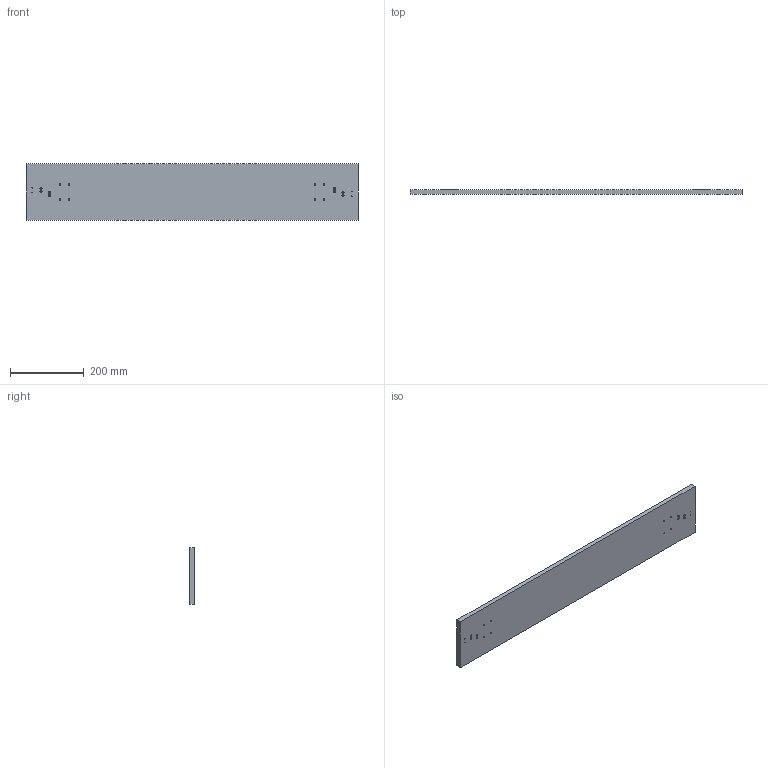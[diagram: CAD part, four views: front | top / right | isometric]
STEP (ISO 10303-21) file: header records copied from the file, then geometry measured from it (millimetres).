
FILE_DESCRIPTION (( 'STEP AP203' ), '1' );
FILE_NAME ('D0902540-v2_aLIGO_SUS_HSTS_BASE PLATE, HSTS LOWER LOOP WIRE JIG.STEP', '2010-10-26T19:23:20', ( ' ' ), ( ' ' ), 'SwSTEP 2.0', 'SolidWorks 2010', '' );
FILE_SCHEMA (( 'CONFIG_CONTROL_DESIGN' ));
Length unit declared in the file: inch
Products named in the file (1): D0902540-v2_aLIGO_SUS_HSTS_BASE PLATE, HSTS LOWER LOOP WIRE JIG
Bounding box: 899.64 x 12.7 x 152.4 mm (x, y, z)
Volume: 1730847.3 mm3; surface area: 303891.8 mm2
Topology: 1 solids, 1 shells, 94 faces, 246 edges, 160 vertices
Faces by surface type: cylinder 66, plane 24, cone 4
Entity records: 3087 total; most frequent: DIRECTION 566, CARTESIAN_POINT 497, ORIENTED_EDGE 484, EDGE_CURVE 242, AXIS2_PLACEMENT_3D 229, VERTEX_POINT 160, EDGE_LOOP 144, CIRCLE 134
